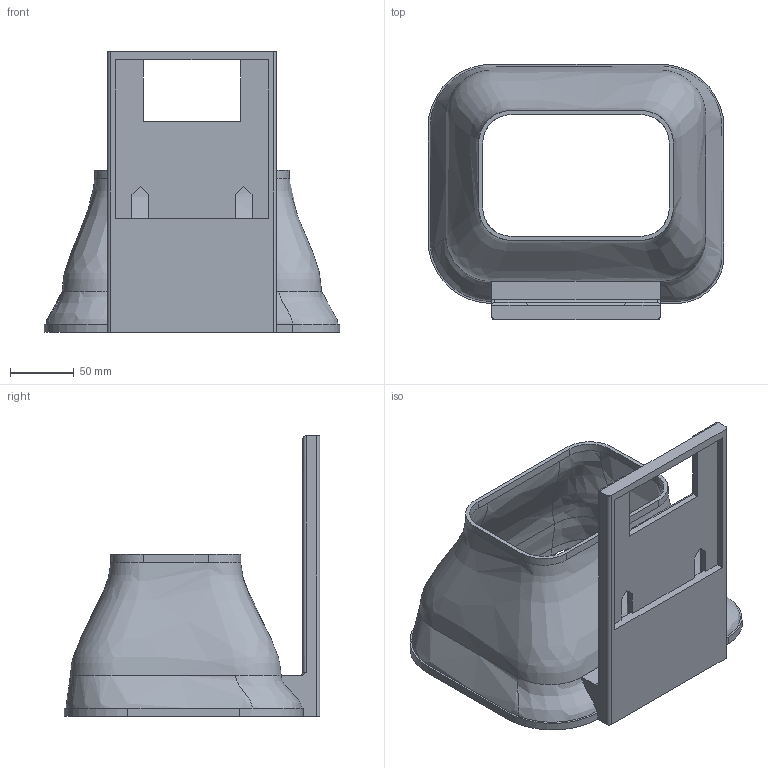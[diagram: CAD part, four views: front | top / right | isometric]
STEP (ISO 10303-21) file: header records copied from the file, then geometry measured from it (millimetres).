
FILE_DESCRIPTION(/* description */ (''),/* implementation_level */ '2;1');
FILE_NAME(/* name */ 'Spawn Bag Funnel v6.step',/* time_stamp */ '2025-06-12T23:51:21-07:00',/* author */ (''),/* organization */ (''),/* preprocessor_version */ 'ST-DEVELOPER v20.1',/* originating_system */ 'Autodesk Translation Framework v14.4.0.0',/* authorisation */ '');
FILE_SCHEMA (('AUTOMOTIVE_DESIGN { 1 0 10303 214 3 1 1 }'));
Length unit declared in the file: inch
Products named in the file (1): Spawn Bag Funnel
Bounding box: 231.78 x 200.09 x 219.71 mm (x, y, z)
Volume: 504741 mm3; surface area: 224199.7 mm2
Topology: 1 solids, 1 shells, 104 faces, 277 edges, 172 vertices
Faces by surface type: plane 46, cylinder 36, bspline 20, torus 2
Entity records: 4480 total; most frequent: CARTESIAN_POINT 2024, ORIENTED_EDGE 554, DIRECTION 421, EDGE_CURVE 277, VERTEX_POINT 172, LINE 159, VECTOR 159, AXIS2_PLACEMENT_3D 131
